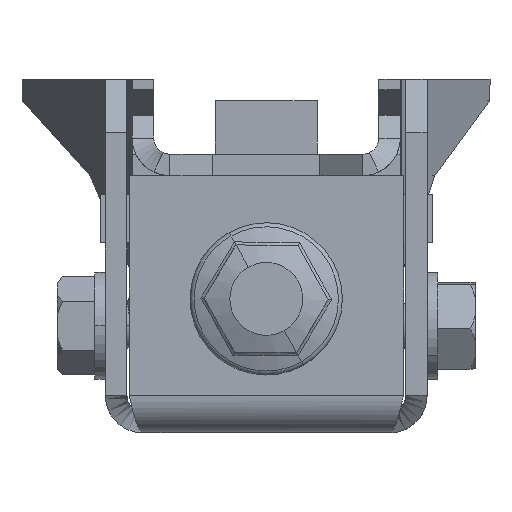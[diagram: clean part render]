
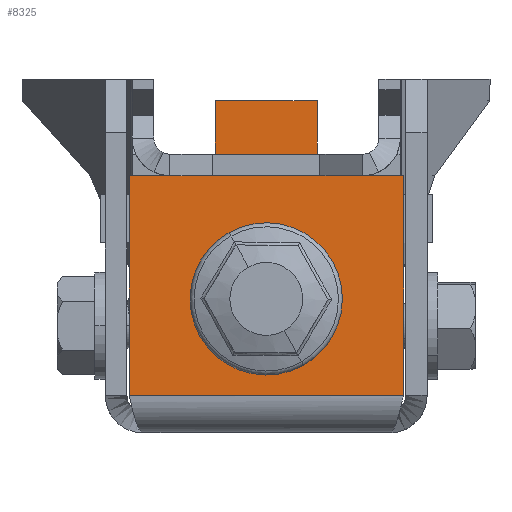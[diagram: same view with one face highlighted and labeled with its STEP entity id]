
A CAD part, left-side view. The second image highlights one B-rep face of the part: STEP entity #8325.
In plain terms, the highlighted planar face has unit normal (-1, 0, 0).
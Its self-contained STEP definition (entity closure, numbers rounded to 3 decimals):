
#82 = ORIENTED_EDGE ( 'NONE', *, *, #1321, .T. ) ;
#439 = LINE ( 'NONE', #1356, #19291 ) ;
#484 = LINE ( 'NONE', #3533, #2515 ) ;
#633 = EDGE_CURVE ( 'NONE', #9020, #11874, #9037, .T. ) ;
#792 = CARTESIAN_POINT ( 'NONE',  ( -70., 2.75, 24. ) ) ;
#1094 = EDGE_CURVE ( 'NONE', #18699, #7888, #6546, .T. ) ;
#1141 = CIRCLE ( 'NONE', #17729, 1. ) ;
#1232 = LINE ( 'NONE', #2714, #9552 ) ;
#1320 = DIRECTION ( 'NONE',  ( 0., -1., 0. ) ) ;
#1321 = EDGE_CURVE ( 'NONE', #14607, #14695, #5072, .T. ) ;
#1356 = CARTESIAN_POINT ( 'NONE',  ( -70., 12.8, 3.5 ) ) ;
#1452 = CARTESIAN_POINT ( 'NONE',  ( -70., 0., 12.5 ) ) ;
#1707 = CARTESIAN_POINT ( 'NONE',  ( -70., -2.75, 26. ) ) ;
#1828 = VERTEX_POINT ( 'NONE', #11607 ) ;
#1874 = DIRECTION ( 'NONE',  ( 1., 0., 0. ) ) ;
#2515 = VECTOR ( 'NONE', #14111, 1000. ) ;
#2714 = CARTESIAN_POINT ( 'NONE',  ( -70., -4.75, 26. ) ) ;
#2744 = EDGE_CURVE ( 'NONE', #14607, #9020, #439, .T. ) ;
#3028 = DIRECTION ( 'NONE',  ( 0., 0., 1. ) ) ;
#3214 = DIRECTION ( 'NONE',  ( -1., 0., 0. ) ) ;
#3227 = EDGE_CURVE ( 'NONE', #17602, #11346, #1141, .T. ) ;
#3533 = CARTESIAN_POINT ( 'NONE',  ( -70., -12.8, 3.5 ) ) ;
#3666 = AXIS2_PLACEMENT_3D ( 'NONE', #1452, #3214, #3028 ) ;
#3702 = DIRECTION ( 'NONE',  ( 0., 1., 0. ) ) ;
#3875 = EDGE_CURVE ( 'NONE', #1828, #5359, #15234, .T. ) ;
#3921 = EDGE_CURVE ( 'NONE', #5359, #1828, #8691, .T. ) ;
#4031 = LINE ( 'NONE', #10027, #16353 ) ;
#4351 = EDGE_LOOP ( 'NONE', ( #14505, #9711 ) ) ;
#4506 = CARTESIAN_POINT ( 'NONE',  ( -70., 12.8, 24. ) ) ;
#4654 = CARTESIAN_POINT ( 'NONE',  ( -70., -11.5, 24. ) ) ;
#4677 = DIRECTION ( 'NONE',  ( -1., 0., 0. ) ) ;
#4857 = DIRECTION ( 'NONE',  ( 0., -1., 0. ) ) ;
#4897 = DIRECTION ( 'NONE',  ( 0., -1., 0. ) ) ;
#5072 = LINE ( 'NONE', #13989, #9713 ) ;
#5359 = VERTEX_POINT ( 'NONE', #7431 ) ;
#5565 = EDGE_CURVE ( 'NONE', #17602, #13982, #18185, .T. ) ;
#5772 = ORIENTED_EDGE ( 'NONE', *, *, #16213, .T. ) ;
#6006 = EDGE_LOOP ( 'NONE', ( #12027, #14055, #82, #7039, #18207, #18871, #15315, #5772, #6867, #10280, #15848, #6838 ) ) ;
#6511 = DIRECTION ( 'NONE',  ( 0., 0., 1. ) ) ;
#6546 = LINE ( 'NONE', #15457, #7287 ) ;
#6705 = CARTESIAN_POINT ( 'NONE',  ( -70., -12.8, 24. ) ) ;
#6775 = EDGE_CURVE ( 'NONE', #11346, #10592, #13411, .T. ) ;
#6838 = ORIENTED_EDGE ( 'NONE', *, *, #16732, .T. ) ;
#6867 = ORIENTED_EDGE ( 'NONE', *, *, #1094, .T. ) ;
#6978 = VECTOR ( 'NONE', #10676, 1000. ) ;
#7039 = ORIENTED_EDGE ( 'NONE', *, *, #11778, .T. ) ;
#7141 = AXIS2_PLACEMENT_3D ( 'NONE', #8933, #4677, #10675 ) ;
#7161 = DIRECTION ( 'NONE',  ( 0., 0., 1. ) ) ;
#7287 = VECTOR ( 'NONE', #3702, 1000. ) ;
#7421 = CARTESIAN_POINT ( 'NONE',  ( -70., 4.75, 26. ) ) ;
#7431 = CARTESIAN_POINT ( 'NONE',  ( -70., 0., 16. ) ) ;
#7538 = DIRECTION ( 'NONE',  ( 0., 0., 1. ) ) ;
#7710 = CARTESIAN_POINT ( 'NONE',  ( -70., 2.75, 26. ) ) ;
#7888 = VERTEX_POINT ( 'NONE', #14792 ) ;
#8149 = CARTESIAN_POINT ( 'NONE',  ( -70., 2.75, 25. ) ) ;
#8325 = ADVANCED_FACE ( 'NONE', ( #14489, #19293 ), #17448, .T. ) ;
#8332 = DIRECTION ( 'NONE',  ( 0., -1., 0. ) ) ;
#8691 = CIRCLE ( 'NONE', #7141, 3.5 ) ;
#8837 = VECTOR ( 'NONE', #4897, 1000. ) ;
#8890 = LINE ( 'NONE', #7710, #16125 ) ;
#8933 = CARTESIAN_POINT ( 'NONE',  ( -70., 0., 12.5 ) ) ;
#9020 = VERTEX_POINT ( 'NONE', #4506 ) ;
#9037 = LINE ( 'NONE', #9421, #8837 ) ;
#9421 = CARTESIAN_POINT ( 'NONE',  ( -70., -11.5, 24. ) ) ;
#9444 = VECTOR ( 'NONE', #4857, 1000. ) ;
#9474 = AXIS2_PLACEMENT_3D ( 'NONE', #8149, #15498, #15289 ) ;
#9552 = VECTOR ( 'NONE', #10366, 1000. ) ;
#9711 = ORIENTED_EDGE ( 'NONE', *, *, #3875, .F. ) ;
#9713 = VECTOR ( 'NONE', #8332, 1000. ) ;
#9723 = CARTESIAN_POINT ( 'NONE',  ( -70., -4.75, 26. ) ) ;
#10027 = CARTESIAN_POINT ( 'NONE',  ( -70., 4.75, 26. ) ) ;
#10280 = ORIENTED_EDGE ( 'NONE', *, *, #16897, .T. ) ;
#10366 = DIRECTION ( 'NONE',  ( 0., 0., 1. ) ) ;
#10592 = VERTEX_POINT ( 'NONE', #9723 ) ;
#10675 = DIRECTION ( 'NONE',  ( 0., 0., 1. ) ) ;
#10676 = DIRECTION ( 'NONE',  ( 0., -1., 0. ) ) ;
#11346 = VERTEX_POINT ( 'NONE', #1707 ) ;
#11607 = CARTESIAN_POINT ( 'NONE',  ( -70., 0., 9. ) ) ;
#11778 = EDGE_CURVE ( 'NONE', #14695, #13982, #484, .T. ) ;
#11874 = VERTEX_POINT ( 'NONE', #792 ) ;
#11928 = CARTESIAN_POINT ( 'NONE',  ( -70., 12.8, 3.5 ) ) ;
#12027 = ORIENTED_EDGE ( 'NONE', *, *, #633, .F. ) ;
#13218 = CIRCLE ( 'NONE', #9474, 1. ) ;
#13411 = LINE ( 'NONE', #13793, #6978 ) ;
#13793 = CARTESIAN_POINT ( 'NONE',  ( -70., -2.75, 26. ) ) ;
#13982 = VERTEX_POINT ( 'NONE', #6705 ) ;
#13989 = CARTESIAN_POINT ( 'NONE',  ( -70., 0., 3.5 ) ) ;
#14055 = ORIENTED_EDGE ( 'NONE', *, *, #2744, .F. ) ;
#14111 = DIRECTION ( 'NONE',  ( 0., 0., 1. ) ) ;
#14489 = FACE_BOUND ( 'NONE', #4351, .T. ) ;
#14505 = ORIENTED_EDGE ( 'NONE', *, *, #3921, .F. ) ;
#14607 = VERTEX_POINT ( 'NONE', #11928 ) ;
#14695 = VERTEX_POINT ( 'NONE', #18602 ) ;
#14792 = CARTESIAN_POINT ( 'NONE',  ( -70., 4.75, 31. ) ) ;
#15234 = CIRCLE ( 'NONE', #3666, 3.5 ) ;
#15289 = DIRECTION ( 'NONE',  ( 0., 0., 1. ) ) ;
#15315 = ORIENTED_EDGE ( 'NONE', *, *, #6775, .T. ) ;
#15457 = CARTESIAN_POINT ( 'NONE',  ( -70., 4.75, 31. ) ) ;
#15498 = DIRECTION ( 'NONE',  ( 1., 0., 0. ) ) ;
#15848 = ORIENTED_EDGE ( 'NONE', *, *, #19202, .T. ) ;
#15988 = DIRECTION ( 'NONE',  ( 0., 0., -1. ) ) ;
#16125 = VECTOR ( 'NONE', #1320, 1000. ) ;
#16213 = EDGE_CURVE ( 'NONE', #10592, #18699, #1232, .T. ) ;
#16348 = CARTESIAN_POINT ( 'NONE',  ( -70., 0., 0. ) ) ;
#16353 = VECTOR ( 'NONE', #15988, 1000. ) ;
#16732 = EDGE_CURVE ( 'NONE', #17365, #11874, #13218, .T. ) ;
#16897 = EDGE_CURVE ( 'NONE', #7888, #19294, #4031, .T. ) ;
#17290 = CARTESIAN_POINT ( 'NONE',  ( -70., -2.75, 24. ) ) ;
#17365 = VERTEX_POINT ( 'NONE', #18071 ) ;
#17448 = PLANE ( 'NONE',  #17675 ) ;
#17533 = DIRECTION ( 'NONE',  ( -1., 0., 0. ) ) ;
#17602 = VERTEX_POINT ( 'NONE', #17290 ) ;
#17675 = AXIS2_PLACEMENT_3D ( 'NONE', #16348, #17533, #7161 ) ;
#17729 = AXIS2_PLACEMENT_3D ( 'NONE', #18365, #1874, #6511 ) ;
#17951 = CARTESIAN_POINT ( 'NONE',  ( -70., -4.75, 31. ) ) ;
#18071 = CARTESIAN_POINT ( 'NONE',  ( -70., 2.75, 26. ) ) ;
#18185 = LINE ( 'NONE', #4654, #9444 ) ;
#18207 = ORIENTED_EDGE ( 'NONE', *, *, #5565, .F. ) ;
#18365 = CARTESIAN_POINT ( 'NONE',  ( -70., -2.75, 25. ) ) ;
#18602 = CARTESIAN_POINT ( 'NONE',  ( -70., -12.8, 3.5 ) ) ;
#18699 = VERTEX_POINT ( 'NONE', #17951 ) ;
#18871 = ORIENTED_EDGE ( 'NONE', *, *, #3227, .T. ) ;
#19202 = EDGE_CURVE ( 'NONE', #19294, #17365, #8890, .T. ) ;
#19291 = VECTOR ( 'NONE', #7538, 1000. ) ;
#19293 = FACE_OUTER_BOUND ( 'NONE', #6006, .T. ) ;
#19294 = VERTEX_POINT ( 'NONE', #7421 ) ;
